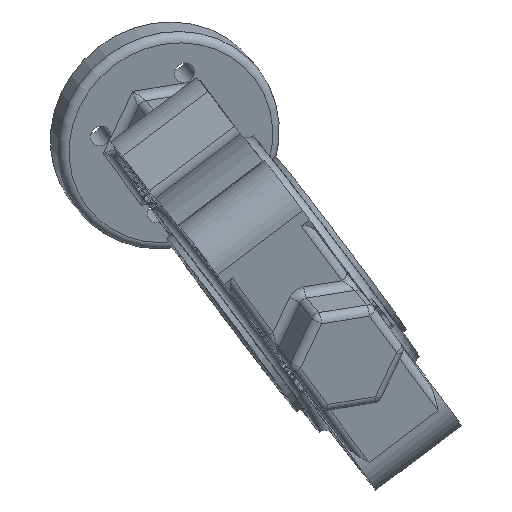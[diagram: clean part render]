
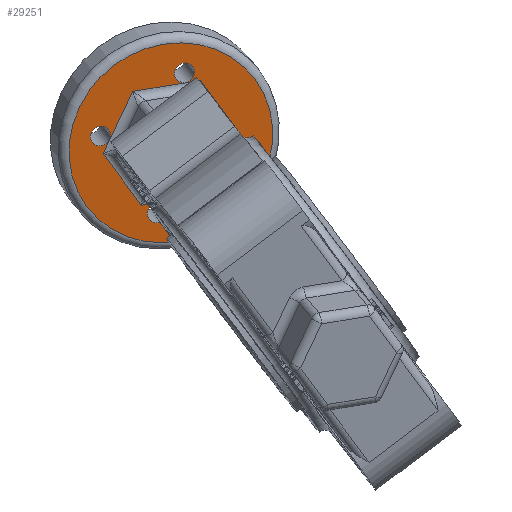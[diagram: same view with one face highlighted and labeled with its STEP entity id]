
A CAD part, isometric view. The second image highlights one B-rep face of the part: STEP entity #29251.
In plain terms, the highlighted face is planar.
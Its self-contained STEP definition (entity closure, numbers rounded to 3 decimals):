
#2469=LINE('',#62813,#5261);
#2470=LINE('',#62815,#5262);
#2471=LINE('',#62817,#5263);
#2472=LINE('',#62819,#5264);
#2473=LINE('',#62821,#5265);
#2474=LINE('',#62822,#5266);
#5261=VECTOR('',#34548,23.671);
#5262=VECTOR('',#34549,23.671);
#5263=VECTOR('',#34550,23.671);
#5264=VECTOR('',#34551,23.671);
#5265=VECTOR('',#34552,23.671);
#5266=VECTOR('',#34553,23.671);
#6256=FACE_BOUND('',#8973,.T.);
#6257=FACE_BOUND('',#8974,.T.);
#6258=FACE_BOUND('',#8975,.T.);
#6259=FACE_BOUND('',#8976,.T.);
#6260=FACE_BOUND('',#8977,.T.);
#6652=PLANE('',#30680);
#7581=FACE_OUTER_BOUND('',#8972,.T.);
#8972=EDGE_LOOP('',(#25595,#25596));
#8973=EDGE_LOOP('',(#25597,#25598));
#8974=EDGE_LOOP('',(#25599,#25600));
#8975=EDGE_LOOP('',(#25601,#25602));
#8976=EDGE_LOOP('',(#25603,#25604));
#8977=EDGE_LOOP('',(#25605,#25606,#25607,#25608,#25609,#25610));
#9823=CIRCLE('',#30681,35.5);
#9824=CIRCLE('',#30682,35.5);
#9825=CIRCLE('',#30683,3.5);
#9826=CIRCLE('',#30684,3.5);
#9827=CIRCLE('',#30685,3.5);
#9828=CIRCLE('',#30686,3.5);
#9829=CIRCLE('',#30687,3.5);
#9830=CIRCLE('',#30688,3.5);
#9831=CIRCLE('',#30689,3.5);
#9832=CIRCLE('',#30690,3.5);
#14297=VERTEX_POINT('',#62791);
#14298=VERTEX_POINT('',#62792);
#14299=VERTEX_POINT('',#62795);
#14300=VERTEX_POINT('',#62796);
#14301=VERTEX_POINT('',#62799);
#14302=VERTEX_POINT('',#62800);
#14303=VERTEX_POINT('',#62803);
#14304=VERTEX_POINT('',#62804);
#14305=VERTEX_POINT('',#62807);
#14306=VERTEX_POINT('',#62808);
#14307=VERTEX_POINT('',#62811);
#14308=VERTEX_POINT('',#62812);
#14309=VERTEX_POINT('',#62814);
#14310=VERTEX_POINT('',#62816);
#14311=VERTEX_POINT('',#62818);
#14312=VERTEX_POINT('',#62820);
#18260=EDGE_CURVE('',#14297,#14298,#9823,.F.);
#18261=EDGE_CURVE('',#14298,#14297,#9824,.F.);
#18262=EDGE_CURVE('',#14299,#14300,#9825,.F.);
#18263=EDGE_CURVE('',#14300,#14299,#9826,.F.);
#18264=EDGE_CURVE('',#14301,#14302,#9827,.F.);
#18265=EDGE_CURVE('',#14302,#14301,#9828,.F.);
#18266=EDGE_CURVE('',#14303,#14304,#9829,.F.);
#18267=EDGE_CURVE('',#14304,#14303,#9830,.F.);
#18268=EDGE_CURVE('',#14305,#14306,#9831,.F.);
#18269=EDGE_CURVE('',#14306,#14305,#9832,.F.);
#18270=EDGE_CURVE('',#14307,#14308,#2469,.F.);
#18271=EDGE_CURVE('',#14308,#14309,#2470,.F.);
#18272=EDGE_CURVE('',#14309,#14310,#2471,.F.);
#18273=EDGE_CURVE('',#14310,#14311,#2472,.F.);
#18274=EDGE_CURVE('',#14311,#14312,#2473,.F.);
#18275=EDGE_CURVE('',#14312,#14307,#2474,.F.);
#25595=ORIENTED_EDGE('',*,*,#18260,.T.);
#25596=ORIENTED_EDGE('',*,*,#18261,.T.);
#25597=ORIENTED_EDGE('',*,*,#18262,.F.);
#25598=ORIENTED_EDGE('',*,*,#18263,.F.);
#25599=ORIENTED_EDGE('',*,*,#18264,.F.);
#25600=ORIENTED_EDGE('',*,*,#18265,.F.);
#25601=ORIENTED_EDGE('',*,*,#18266,.F.);
#25602=ORIENTED_EDGE('',*,*,#18267,.F.);
#25603=ORIENTED_EDGE('',*,*,#18268,.F.);
#25604=ORIENTED_EDGE('',*,*,#18269,.F.);
#25605=ORIENTED_EDGE('',*,*,#18270,.T.);
#25606=ORIENTED_EDGE('',*,*,#18271,.T.);
#25607=ORIENTED_EDGE('',*,*,#18272,.T.);
#25608=ORIENTED_EDGE('',*,*,#18273,.T.);
#25609=ORIENTED_EDGE('',*,*,#18274,.T.);
#25610=ORIENTED_EDGE('',*,*,#18275,.T.);
#29251=ADVANCED_FACE('',(#7581,#6256,#6257,#6258,#6259,#6260),#6652,.F.);
#30680=AXIS2_PLACEMENT_3D('',#62790,#34526,#34527);
#30681=AXIS2_PLACEMENT_3D('',#62793,#34528,#34529);
#30682=AXIS2_PLACEMENT_3D('',#62794,#34530,#34531);
#30683=AXIS2_PLACEMENT_3D('',#62797,#34532,#34533);
#30684=AXIS2_PLACEMENT_3D('',#62798,#34534,#34535);
#30685=AXIS2_PLACEMENT_3D('',#62801,#34536,#34537);
#30686=AXIS2_PLACEMENT_3D('',#62802,#34538,#34539);
#30687=AXIS2_PLACEMENT_3D('',#62805,#34540,#34541);
#30688=AXIS2_PLACEMENT_3D('',#62806,#34542,#34543);
#30689=AXIS2_PLACEMENT_3D('',#62809,#34544,#34545);
#30690=AXIS2_PLACEMENT_3D('',#62810,#34546,#34547);
#34526=DIRECTION('center_axis',(0.,1.,0.));
#34527=DIRECTION('ref_axis',(0.,0.,1.));
#34528=DIRECTION('center_axis',(0.,1.,0.));
#34529=DIRECTION('ref_axis',(0.,0.,1.));
#34530=DIRECTION('center_axis',(0.,1.,0.));
#34531=DIRECTION('ref_axis',(0.,0.,1.));
#34532=DIRECTION('center_axis',(0.,1.,0.));
#34533=DIRECTION('ref_axis',(0.,0.,1.));
#34534=DIRECTION('center_axis',(0.,1.,0.));
#34535=DIRECTION('ref_axis',(0.,0.,1.));
#34536=DIRECTION('center_axis',(0.,1.,0.));
#34537=DIRECTION('ref_axis',(0.,0.,1.));
#34538=DIRECTION('center_axis',(0.,1.,0.));
#34539=DIRECTION('ref_axis',(0.,0.,1.));
#34540=DIRECTION('center_axis',(0.,1.,0.));
#34541=DIRECTION('ref_axis',(0.,0.,1.));
#34542=DIRECTION('center_axis',(0.,1.,0.));
#34543=DIRECTION('ref_axis',(0.,0.,1.));
#34544=DIRECTION('center_axis',(0.,1.,0.));
#34545=DIRECTION('ref_axis',(0.,0.,1.));
#34546=DIRECTION('center_axis',(0.,1.,0.));
#34547=DIRECTION('ref_axis',(0.,0.,1.));
#34548=DIRECTION('',(-0.866,0.,-0.5));
#34549=DIRECTION('',(-0.866,0.,0.5));
#34550=DIRECTION('',(0.,0.,1.));
#34551=DIRECTION('',(0.866,0.,0.5));
#34552=DIRECTION('',(0.866,0.,-0.5));
#34553=DIRECTION('',(0.,0.,-1.));
#62790=CARTESIAN_POINT('Origin',(0.,148.,0.));
#62791=CARTESIAN_POINT('',(0.,148.,35.5));
#62792=CARTESIAN_POINT('',(0.,148.,-35.5));
#62793=CARTESIAN_POINT('Origin',(0.,148.,0.));
#62794=CARTESIAN_POINT('Origin',(0.,148.,0.));
#62795=CARTESIAN_POINT('',(17.678,148.,21.178));
#62796=CARTESIAN_POINT('',(17.678,148.,14.178));
#62797=CARTESIAN_POINT('Origin',(17.678,148.,17.678));
#62798=CARTESIAN_POINT('Origin',(17.678,148.,17.678));
#62799=CARTESIAN_POINT('',(-17.678,148.,21.178));
#62800=CARTESIAN_POINT('',(-17.678,148.,14.178));
#62801=CARTESIAN_POINT('Origin',(-17.678,148.,17.678));
#62802=CARTESIAN_POINT('Origin',(-17.678,148.,17.678));
#62803=CARTESIAN_POINT('',(-17.678,148.,-14.178));
#62804=CARTESIAN_POINT('',(-17.678,148.,-21.178));
#62805=CARTESIAN_POINT('Origin',(-17.678,148.,-17.678));
#62806=CARTESIAN_POINT('Origin',(-17.678,148.,-17.678));
#62807=CARTESIAN_POINT('',(17.678,148.,-14.178));
#62808=CARTESIAN_POINT('',(17.678,148.,-21.178));
#62809=CARTESIAN_POINT('Origin',(17.678,148.,-17.678));
#62810=CARTESIAN_POINT('Origin',(17.678,148.,-17.678));
#62811=CARTESIAN_POINT('',(-20.5,148.,11.836));
#62812=CARTESIAN_POINT('',(0.,148.,23.671));
#62813=CARTESIAN_POINT('',(0.,148.,23.671));
#62814=CARTESIAN_POINT('',(20.5,148.,11.836));
#62815=CARTESIAN_POINT('',(20.5,148.,11.836));
#62816=CARTESIAN_POINT('',(20.5,148.,-11.836));
#62817=CARTESIAN_POINT('',(20.5,148.,-11.836));
#62818=CARTESIAN_POINT('',(0.,148.,-23.671));
#62819=CARTESIAN_POINT('',(0.,148.,-23.671));
#62820=CARTESIAN_POINT('',(-20.5,148.,-11.836));
#62821=CARTESIAN_POINT('',(-20.5,148.,-11.836));
#62822=CARTESIAN_POINT('',(-20.5,148.,11.836));
